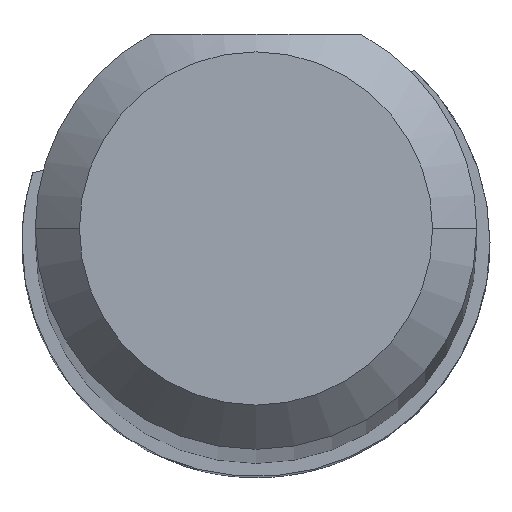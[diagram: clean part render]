
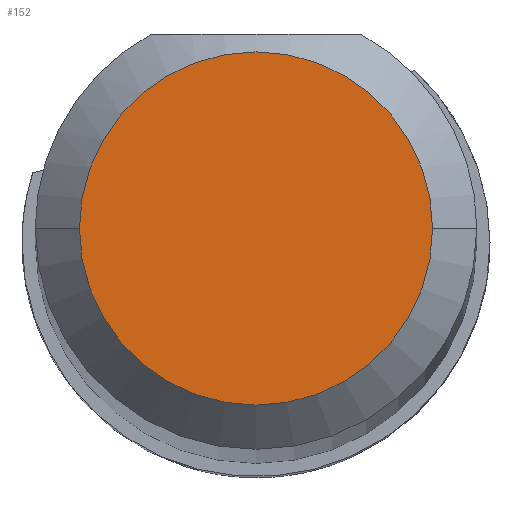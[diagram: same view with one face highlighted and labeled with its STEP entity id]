
A CAD part, top view. The second image highlights one B-rep face of the part: STEP entity #152.
In plain terms, the highlighted planar face has unit normal (0, 0, 1).
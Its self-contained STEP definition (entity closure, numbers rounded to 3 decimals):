
#69=PLANE('',#1311);
#97=FACE_OUTER_BOUND('',#242,.T.);
#152=ADVANCED_FACE('',(#97),#69,.T.);
#242=EDGE_LOOP('',(#681,#682,#683,#684));
#295=CIRCLE('',#1305,2.);
#296=CIRCLE('',#1306,2.);
#297=CIRCLE('',#1308,2.);
#298=CIRCLE('',#1309,2.);
#681=ORIENTED_EDGE('',*,*,#1076,.T.);
#682=ORIENTED_EDGE('',*,*,#1080,.T.);
#683=ORIENTED_EDGE('',*,*,#1079,.T.);
#684=ORIENTED_EDGE('',*,*,#1077,.T.);
#923=VERTEX_POINT('',#2089);
#924=VERTEX_POINT('',#2091);
#925=VERTEX_POINT('',#2093);
#926=VERTEX_POINT('',#2097);
#1076=EDGE_CURVE('',#924,#923,#295,.T.);
#1077=EDGE_CURVE('',#925,#924,#296,.T.);
#1079=EDGE_CURVE('',#926,#925,#297,.T.);
#1080=EDGE_CURVE('',#923,#926,#298,.T.);
#1305=AXIS2_PLACEMENT_3D('',#2090,#1558,#1559);
#1306=AXIS2_PLACEMENT_3D('',#2092,#1560,#1561);
#1308=AXIS2_PLACEMENT_3D('',#2096,#1565,#1566);
#1309=AXIS2_PLACEMENT_3D('',#2098,#1567,#1568);
#1311=AXIS2_PLACEMENT_3D('',#2100,#1571,#1572);
#1558=DIRECTION('',(0.,0.,1.));
#1559=DIRECTION('',(0.,1.,0.));
#1560=DIRECTION('',(0.,0.,1.));
#1561=DIRECTION('',(1.,0.,0.));
#1565=DIRECTION('',(0.,0.,1.));
#1566=DIRECTION('',(0.,-1.,0.));
#1567=DIRECTION('',(0.,0.,1.));
#1568=DIRECTION('',(-1.,0.,0.));
#1571=DIRECTION('',(0.,0.,1.));
#1572=DIRECTION('',(-1.,0.,0.));
#2089=CARTESIAN_POINT('',(-2.,0.,0.));
#2090=CARTESIAN_POINT('',(0.,0.,0.));
#2091=CARTESIAN_POINT('',(0.,2.,0.));
#2092=CARTESIAN_POINT('',(0.,0.,0.));
#2093=CARTESIAN_POINT('',(2.,0.,0.));
#2096=CARTESIAN_POINT('',(0.,0.,0.));
#2097=CARTESIAN_POINT('',(0.,-2.,0.));
#2098=CARTESIAN_POINT('',(0.,0.,0.));
#2100=CARTESIAN_POINT('',(0.,0.,0.));
